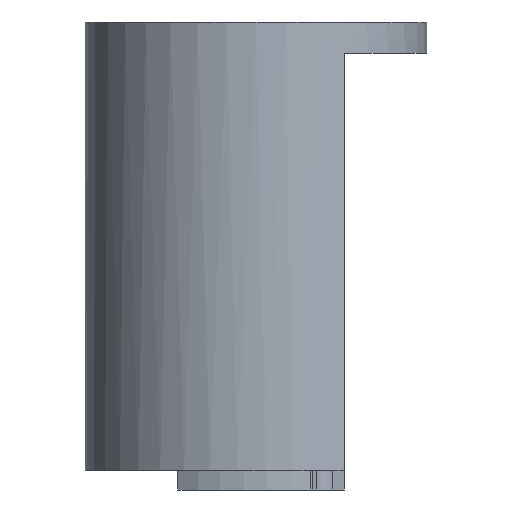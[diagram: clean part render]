
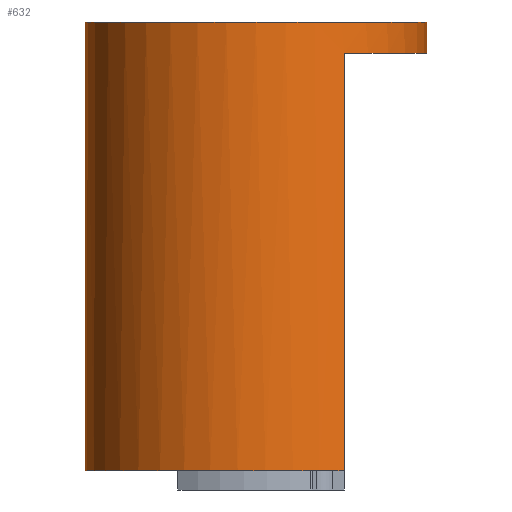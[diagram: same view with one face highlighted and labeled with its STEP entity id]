
A CAD part, left-side view. The second image highlights one B-rep face of the part: STEP entity #632.
In plain terms, the highlighted cylindrical face has radius 13.7 mm (diameter 27.4 mm), a full revolution.
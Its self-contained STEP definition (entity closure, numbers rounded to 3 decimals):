
#88=CARTESIAN_POINT('',(-11.736,-11.931,29.053));
#89=VERTEX_POINT('',#88);
#90=CARTESIAN_POINT('',(11.736,-11.931,29.053));
#91=VERTEX_POINT('',#90);
#98=CARTESIAN_POINT('',(-11.736,-11.931,-4.397));
#99=VERTEX_POINT('',#98);
#100=CARTESIAN_POINT('',(-11.736,-11.931,29.053));
#101=DIRECTION('',(-0.,-0.,-1.));
#102=VECTOR('',#101,33.45);
#103=LINE('',#100,#102);
#104=EDGE_CURVE('',#89,#99,#103,.T.);
#163=CARTESIAN_POINT('',(11.736,-11.931,26.753));
#164=VERTEX_POINT('',#163);
#171=CARTESIAN_POINT('',(11.736,-11.931,29.053));
#172=DIRECTION('',(0.,-0.,-1.));
#173=VECTOR('',#172,2.3);
#174=LINE('',#171,#173);
#175=EDGE_CURVE('',#91,#164,#174,.T.);
#205=CARTESIAN_POINT('',(13.444,-7.499,26.753));
#206=VERTEX_POINT('',#205);
#213=CARTESIAN_POINT('',(0.,-4.863,26.753));
#214=DIRECTION('',(-0.,0.,1.));
#215=DIRECTION('',(0.,1.,-0.));
#216=AXIS2_PLACEMENT_3D('',#213,#214,#215);
#217=CIRCLE('',#216,13.7);
#218=EDGE_CURVE('',#164,#206,#217,.T.);
#245=CARTESIAN_POINT('',(13.57,-6.749,7.503));
#246=VERTEX_POINT('',#245);
#253=CARTESIAN_POINT('',(13.57,-6.749,26.003));
#254=VERTEX_POINT('',#253);
#255=CARTESIAN_POINT('',(13.57,-6.749,7.503));
#256=DIRECTION('',(0.,0.,1.));
#257=VECTOR('',#256,18.5);
#258=LINE('',#255,#257);
#259=EDGE_CURVE('',#246,#254,#258,.T.);
#284=CARTESIAN_POINT('',(13.444,-7.499,6.753));
#285=VERTEX_POINT('',#284);
#320=CARTESIAN_POINT('',(11.736,-11.931,6.753));
#321=VERTEX_POINT('',#320);
#328=CARTESIAN_POINT('',(0.,-4.863,6.753));
#329=DIRECTION('',(0.,-0.,-1.));
#330=DIRECTION('',(0.,1.,-0.));
#331=AXIS2_PLACEMENT_3D('',#328,#329,#330);
#332=CIRCLE('',#331,13.7);
#333=EDGE_CURVE('',#285,#321,#332,.T.);
#402=CARTESIAN_POINT('',(11.736,-11.931,-4.397));
#403=VERTEX_POINT('',#402);
#410=CARTESIAN_POINT('',(11.736,-11.931,6.753));
#411=DIRECTION('',(0.,-0.,-1.));
#412=VECTOR('',#411,11.15);
#413=LINE('',#410,#412);
#414=EDGE_CURVE('',#321,#403,#413,.T.);
#539=CARTESIAN_POINT('',(0.,-4.863,31.553));
#540=DIRECTION('',(0.,-0.,-1.));
#541=DIRECTION('',(0.,1.,-0.));
#542=AXIS2_PLACEMENT_3D('',#539,#540,#541);
#543=CYLINDRICAL_SURFACE('',#542,13.7);
#544=CARTESIAN_POINT('',(0.,8.837,-4.397));
#545=VERTEX_POINT('',#544);
#546=CARTESIAN_POINT('',(0.,8.837,31.553));
#547=VERTEX_POINT('',#546);
#548=CARTESIAN_POINT('',(0.,8.837,-4.397));
#549=DIRECTION('',(-0.,0.,1.));
#550=VECTOR('',#549,35.95);
#551=LINE('',#548,#550);
#552=EDGE_CURVE('',#545,#547,#551,.T.);
#553=ORIENTED_EDGE('',*,*,#552,.T.);
#554=CARTESIAN_POINT('',(0.,-4.863,31.553));
#555=DIRECTION('',(-0.,0.,1.));
#556=DIRECTION('',(0.,1.,-0.));
#557=AXIS2_PLACEMENT_3D('',#554,#555,#556);
#558=CIRCLE('',#557,13.7);
#559=EDGE_CURVE('',#547,#547,#558,.T.);
#560=ORIENTED_EDGE('',*,*,#559,.F.);
#561=ORIENTED_EDGE('',*,*,#552,.F.);
#562=CARTESIAN_POINT('',(0.,-4.863,-4.397));
#563=DIRECTION('',(0.,-0.,-1.));
#564=DIRECTION('',(0.,1.,-0.));
#565=AXIS2_PLACEMENT_3D('',#562,#563,#564);
#566=CIRCLE('',#565,13.7);
#567=EDGE_CURVE('',#99,#545,#566,.T.);
#568=ORIENTED_EDGE('',*,*,#567,.F.);
#569=ORIENTED_EDGE('',*,*,#104,.F.);
#570=CARTESIAN_POINT('',(0.,-4.863,29.053));
#571=DIRECTION('',(0.,-0.,-1.));
#572=DIRECTION('',(0.,1.,-0.));
#573=AXIS2_PLACEMENT_3D('',#570,#571,#572);
#574=CIRCLE('',#573,13.7);
#575=EDGE_CURVE('',#91,#89,#574,.T.);
#576=ORIENTED_EDGE('',*,*,#575,.F.);
#577=ORIENTED_EDGE('',*,*,#175,.T.);
#578=ORIENTED_EDGE('',*,*,#218,.T.);
#579=CARTESIAN_POINT('',(13.444,-7.499,26.753));
#580=CARTESIAN_POINT('',(13.463,-7.401,26.753));
#581=CARTESIAN_POINT('',(13.481,-7.305,26.734));
#582=CARTESIAN_POINT('',(13.497,-7.215,26.697));
#583=CARTESIAN_POINT('',(13.505,-7.169,26.678));
#584=CARTESIAN_POINT('',(13.512,-7.126,26.656));
#585=CARTESIAN_POINT('',(13.518,-7.086,26.629));
#586=CARTESIAN_POINT('',(13.525,-7.045,26.602));
#587=CARTESIAN_POINT('',(13.531,-7.006,26.57));
#588=CARTESIAN_POINT('',(13.537,-6.971,26.536));
#589=CARTESIAN_POINT('',(13.548,-6.902,26.467));
#590=CARTESIAN_POINT('',(13.556,-6.845,26.383));
#591=CARTESIAN_POINT('',(13.561,-6.807,26.293));
#592=CARTESIAN_POINT('',(13.567,-6.77,26.202));
#593=CARTESIAN_POINT('',(13.57,-6.749,26.103));
#594=CARTESIAN_POINT('',(13.57,-6.749,26.003));
#595=B_SPLINE_CURVE_WITH_KNOTS('',3,(#579,#580,#581,#582,#583,#584,#585,#586,#587,#588,#589,#590,#591,#592,#593,#594),.UNSPECIFIED.,.F.,.F.,(4,3,3,3,3,4),(0.,0.,0.,0.001,0.001,0.001),.UNSPECIFIED.);
#596=EDGE_CURVE('',#206,#254,#595,.T.);
#597=ORIENTED_EDGE('',*,*,#596,.T.);
#598=ORIENTED_EDGE('',*,*,#259,.F.);
#599=CARTESIAN_POINT('',(13.57,-6.749,7.503));
#600=CARTESIAN_POINT('',(13.57,-6.749,7.453));
#601=CARTESIAN_POINT('',(13.569,-6.754,7.404));
#602=CARTESIAN_POINT('',(13.567,-6.764,7.356));
#603=CARTESIAN_POINT('',(13.566,-6.774,7.308));
#604=CARTESIAN_POINT('',(13.564,-6.788,7.26));
#605=CARTESIAN_POINT('',(13.561,-6.807,7.214));
#606=CARTESIAN_POINT('',(13.559,-6.826,7.169));
#607=CARTESIAN_POINT('',(13.555,-6.849,7.125));
#608=CARTESIAN_POINT('',(13.551,-6.877,7.085));
#609=CARTESIAN_POINT('',(13.547,-6.904,7.044));
#610=CARTESIAN_POINT('',(13.542,-6.936,7.005));
#611=CARTESIAN_POINT('',(13.537,-6.971,6.971));
#612=CARTESIAN_POINT('',(13.526,-7.041,6.902));
#613=CARTESIAN_POINT('',(13.512,-7.124,6.846));
#614=CARTESIAN_POINT('',(13.497,-7.214,6.809));
#615=CARTESIAN_POINT('',(13.481,-7.304,6.772));
#616=CARTESIAN_POINT('',(13.463,-7.401,6.753));
#617=CARTESIAN_POINT('',(13.444,-7.499,6.753));
#618=B_SPLINE_CURVE_WITH_KNOTS('',3,(#599,#600,#601,#602,#603,#604,#605,#606,#607,#608,#609,#610,#611,#612,#613,#614,#615,#616,#617),.UNSPECIFIED.,.F.,.F.,(4,3,3,3,3,3,4),(0.,0.,0.,0.,0.001,0.001,0.001),.UNSPECIFIED.);
#619=EDGE_CURVE('',#246,#285,#618,.T.);
#620=ORIENTED_EDGE('',*,*,#619,.T.);
#621=ORIENTED_EDGE('',*,*,#333,.T.);
#622=ORIENTED_EDGE('',*,*,#414,.T.);
#623=CARTESIAN_POINT('',(0.,-4.863,-4.397));
#624=DIRECTION('',(0.,-0.,-1.));
#625=DIRECTION('',(0.,1.,-0.));
#626=AXIS2_PLACEMENT_3D('',#623,#624,#625);
#627=CIRCLE('',#626,13.7);
#628=EDGE_CURVE('',#545,#403,#627,.T.);
#629=ORIENTED_EDGE('',*,*,#628,.F.);
#630=EDGE_LOOP('',(#553,#560,#561,#568,#569,#576,#577,#578,#597,#598,#620,#621,#622,#629));
#631=FACE_BOUND('',#630,.T.);
#632=ADVANCED_FACE('',(#631),#543,.T.);
